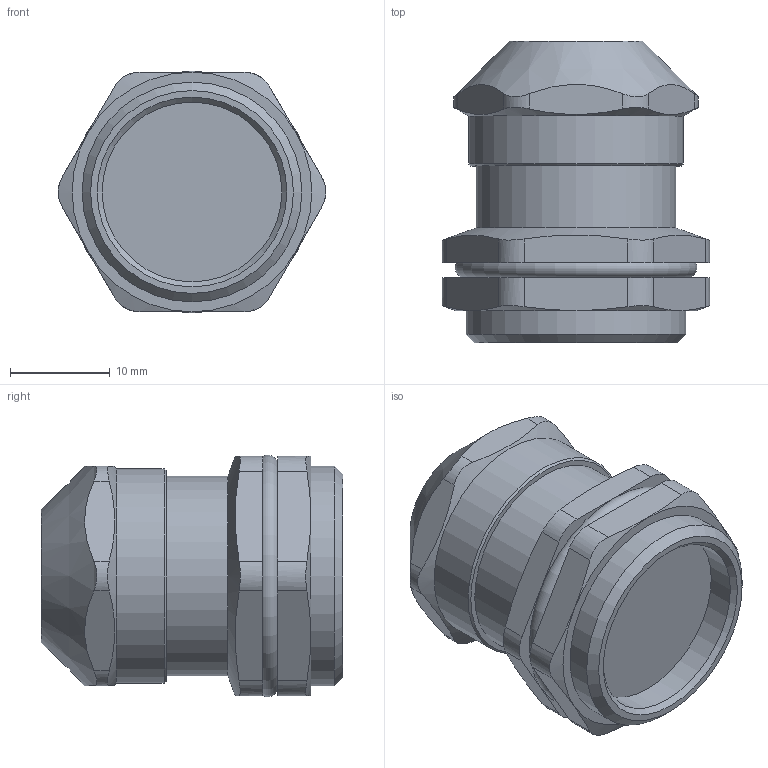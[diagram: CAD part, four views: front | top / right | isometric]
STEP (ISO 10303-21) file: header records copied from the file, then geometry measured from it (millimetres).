
FILE_DESCRIPTION(/* description */ (''),/* implementation_level */ '2;1');
FILE_NAME(/* name */ '',/* time_stamp */ '2023-07-27T10:54:35+07:00',/* author */ ('zeta-09'),/* organization */ (''),/* preprocessor_version */ 'ST-DEVELOPER v19.2',/* originating_system */ 'Autodesk Inventor 2024',/* authorisation */ '');
FILE_SCHEMA (('AUTOMOTIVE_DESIGN { 1 0 10303 214 3 1 1 }'));
Length unit declared in the file: millimetre
Products named in the file (1): Деталь9
Bounding box: 26.78 x 30.2 x 24.2 mm (x, y, z)
Volume: 10324 mm3; surface area: 3374.7 mm2
Topology: 1 solids, 1 shells, 62 faces, 154 edges, 100 vertices
Faces by surface type: plane 26, cylinder 23, cone 12, torus 1
Full cylindrical faces by diameter (mm): 12.5 x1, 18 x1, 20 x1, 21.5 x1, 22 x1
Entity records: 2112 total; most frequent: CARTESIAN_POINT 620, ORIENTED_EDGE 308, DIRECTION 261, EDGE_CURVE 154, AXIS2_PLACEMENT_3D 101, VERTEX_POINT 100, EDGE_LOOP 68, FACE_OUTER_BOUND 62
